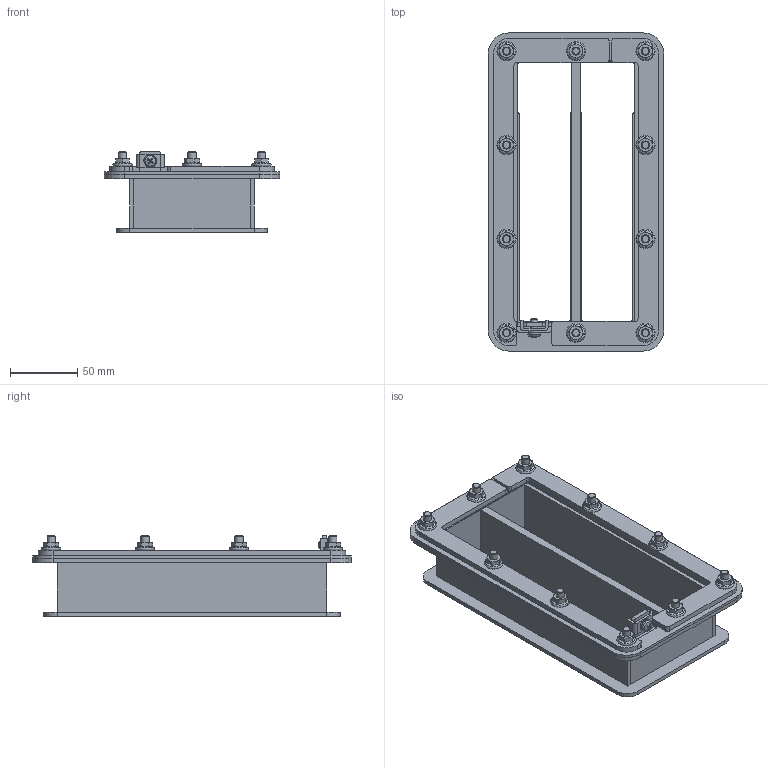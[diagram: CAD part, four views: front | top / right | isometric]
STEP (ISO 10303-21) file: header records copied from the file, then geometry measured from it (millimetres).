
FILE_DESCRIPTION((''),'2;1');
FILE_NAME('HD32EX.stp','2016-06-23T13:27:54',('se-milkar'),(''),'Autodesk Inventor 2013','Autodesk Inventor 2013','');
FILE_SCHEMA(('AUTOMOTIVE_DESIGN { 1 0 10303 214 1 1 1 1 }'));
Length unit declared in the file: millimetre
Products named in the file (16): 100-054665; 100-054666; 100-019984; 100-019988; 100-019989; 100-054678; 100-054681; 100-054679; 100-054680; 100-054667; 100-054677; 100-054676; 100-022636; 100-022637; 100-022558; 100-024350
Assembly tree (34 placements, depth 3):
  100-054665
    100-054666
      100-019984
      100-019988  x2
      100-019989
      100-054678
      100-054681
      100-054679
      100-054680  x10
    100-054667
    100-054677
    100-054676
    100-022636  x10
    100-022637
    100-022558
    100-024350
Bounding box: 130 x 236 x 60 mm (x, y, z)
Volume: 253011.6 mm3; surface area: 183361.4 mm2
Topology: 33 solids, 33 shells, 1265 faces, 3414 edges, 2265 vertices
Faces by surface type: plane 913, cylinder 134, cone 112, bspline 90, torus 15, sphere 1
Full cylindrical faces by diameter (mm): 4.134 x1, 4.567 x1, 4.917 x10, 5 x1, 5.5 x1, 6 x20, 6.6 x10, 7 x10
Entity records: 34525 total; most frequent: CARTESIAN_POINT 7512, ORIENTED_EDGE 5730, DIRECTION 4932, EDGE_CURVE 2865, VECTOR 2366, LINE 2366, VERTEX_POINT 1937, AXIS2_PLACEMENT_3D 1283
